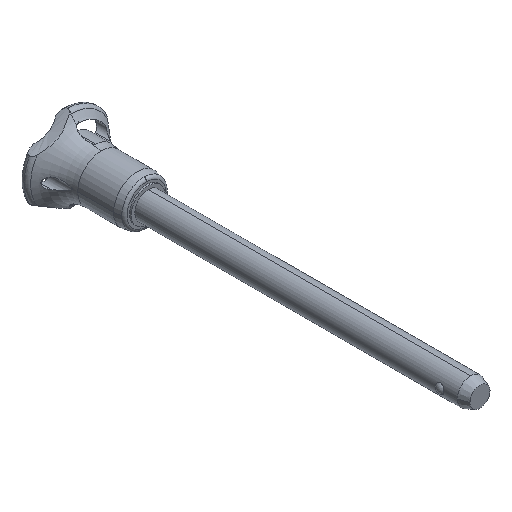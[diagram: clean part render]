
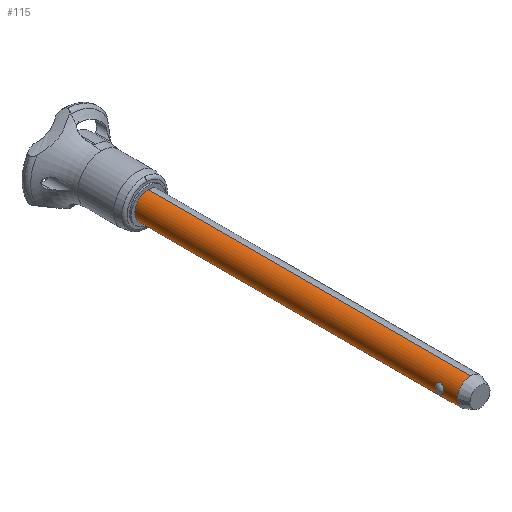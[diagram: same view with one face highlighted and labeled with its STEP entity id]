
A CAD part, isometric view. The second image highlights one B-rep face of the part: STEP entity #115.
In plain terms, the highlighted cylindrical face has radius 3.175 mm (diameter 6.35 mm), a partial arc.
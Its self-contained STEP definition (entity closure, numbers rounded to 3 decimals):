
#115=ADVANCED_FACE('',(#260,#261),#262,.T.);
#260=FACE_OUTER_BOUND('',#432,.T.);
#261=FACE_BOUND('',#433,.T.);
#262=CYLINDRICAL_SURFACE('',#434,3.175);
#432=EDGE_LOOP('',(#734,#735,#736,#737,#738));
#433=EDGE_LOOP('',(#739,#740));
#434=AXIS2_PLACEMENT_3D('',#741,#742,#743);
#734=ORIENTED_EDGE('',*,*,#1059,.F.);
#735=ORIENTED_EDGE('',*,*,#1174,.T.);
#736=ORIENTED_EDGE('',*,*,#1175,.T.);
#737=ORIENTED_EDGE('',*,*,#1061,.F.);
#738=ORIENTED_EDGE('',*,*,#1176,.F.);
#739=ORIENTED_EDGE('',*,*,#1177,.T.);
#740=ORIENTED_EDGE('',*,*,#1178,.T.);
#741=CARTESIAN_POINT('',(0.,-39.243,0.0));
#742=DIRECTION('',(0.,1.0,0.0));
#743=DIRECTION('',(0.0,0.0,-1.0));
#1059=EDGE_CURVE('',#1268,#1269,#1270,.T.);
#1061=EDGE_CURVE('',#1271,#1273,#1274,.T.);
#1174=EDGE_CURVE('',#1268,#1466,#1467,.T.);
#1175=EDGE_CURVE('',#1466,#1273,#1468,.T.);
#1176=EDGE_CURVE('',#1269,#1271,#1469,.T.);
#1177=EDGE_CURVE('',#1470,#1471,#1472,.T.);
#1178=EDGE_CURVE('',#1471,#1470,#1473,.T.);
#1268=VERTEX_POINT('',#1576);
#1269=VERTEX_POINT('',#1577);
#1270=LINE('',#1578,#1579);
#1271=VERTEX_POINT('',#1580);
#1273=VERTEX_POINT('',#1582);
#1274=LINE('',#1583,#1584);
#1466=VERTEX_POINT('',#3241);
#1467=CIRCLE('',#3242,3.175);
#1468=CIRCLE('',#3243,3.175);
#1469=CIRCLE('',#3244,3.175);
#1470=VERTEX_POINT('',#3245);
#1471=VERTEX_POINT('',#3246);
#1472=B_SPLINE_CURVE_WITH_KNOTS('',3,(#3247,#3248,#3249,#3250,#3251,#3252,#3253,#3254,#3255,#3256,#3257,#3258,#3259,#3260,#3261,#3262,#3263,#3264,#3265,#3266,#3267,#3268,#3269,#3270,#3271,#3272),.UNSPECIFIED.,.F.,.F.,(4,2,2,2,2,2,2,2,2,2,2,2,4),(0.0,0.342,0.684,0.852,1.02,1.311,1.601,1.892,2.183,2.351,2.519,2.861,3.203),.UNSPECIFIED.);
#1473=B_SPLINE_CURVE_WITH_KNOTS('',3,(#3273,#3274,#3275,#3276,#3277,#3278,#3279,#3280,#3281,#3282,#3283,#3284,#3285,#3286,#3287,#3288,#3289,#3290,#3291,#3292,#3293,#3294,#3295,#3296,#3297,#3298),.UNSPECIFIED.,.F.,.F.,(4,2,2,2,2,2,2,2,2,2,2,2,4),(3.203,3.545,3.887,4.055,4.223,4.514,4.804,5.095,5.386,5.554,5.722,6.064,6.406),.UNSPECIFIED.);
#1576=CARTESIAN_POINT('',(0.,-76.276,-3.175));
#1577=CARTESIAN_POINT('',(0.,0.0,-3.175));
#1578=CARTESIAN_POINT('',(0.,-39.243,-3.175));
#1579=VECTOR('',#3746,1.0);
#1580=CARTESIAN_POINT('',(0.,0.,3.175));
#1582=CARTESIAN_POINT('',(0.,-76.276,3.175));
#1583=CARTESIAN_POINT('',(0.,-39.243,3.175));
#1584=VECTOR('',#3750,1.0);
#3241=CARTESIAN_POINT('',(-3.175,-76.276,0.));
#3242=AXIS2_PLACEMENT_3D('',#3861,#3862,#3863);
#3243=AXIS2_PLACEMENT_3D('',#3864,#3865,#3866);
#3244=AXIS2_PLACEMENT_3D('',#3867,#3868,#3869);
#3245=CARTESIAN_POINT('',(-2.97,-72.116,1.123));
#3246=CARTESIAN_POINT('',(-2.97,-72.116,-1.123));
#3247=CARTESIAN_POINT('',(-2.97,-72.116,1.123));
#3248=CARTESIAN_POINT('',(-2.97,-72.23,1.123));
#3249=CARTESIAN_POINT('',(-2.979,-72.351,1.1));
#3250=CARTESIAN_POINT('',(-3.011,-72.574,1.01));
#3251=CARTESIAN_POINT('',(-3.033,-72.676,0.942));
#3252=CARTESIAN_POINT('',(-3.065,-72.798,0.828));
#3253=CARTESIAN_POINT('',(-3.077,-72.838,0.783));
#3254=CARTESIAN_POINT('',(-3.1,-72.911,0.687));
#3255=CARTESIAN_POINT('',(-3.111,-72.943,0.636));
#3256=CARTESIAN_POINT('',(-3.136,-73.015,0.503));
#3257=CARTESIAN_POINT('',(-3.151,-73.052,0.405));
#3258=CARTESIAN_POINT('',(-3.17,-73.102,0.202));
#3259=CARTESIAN_POINT('',(-3.175,-73.113,0.097));
#3260=CARTESIAN_POINT('',(-3.175,-73.113,-0.097));
#3261=CARTESIAN_POINT('',(-3.17,-73.102,-0.202));
#3262=CARTESIAN_POINT('',(-3.151,-73.052,-0.405));
#3263=CARTESIAN_POINT('',(-3.136,-73.015,-0.503));
#3264=CARTESIAN_POINT('',(-3.111,-72.943,-0.636));
#3265=CARTESIAN_POINT('',(-3.1,-72.911,-0.687));
#3266=CARTESIAN_POINT('',(-3.077,-72.838,-0.783));
#3267=CARTESIAN_POINT('',(-3.065,-72.798,-0.828));
#3268=CARTESIAN_POINT('',(-3.033,-72.676,-0.942));
#3269=CARTESIAN_POINT('',(-3.011,-72.574,-1.01));
#3270=CARTESIAN_POINT('',(-2.979,-72.351,-1.1));
#3271=CARTESIAN_POINT('',(-2.97,-72.23,-1.123));
#3272=CARTESIAN_POINT('',(-2.97,-72.116,-1.123));
#3273=CARTESIAN_POINT('',(-2.97,-72.116,-1.123));
#3274=CARTESIAN_POINT('',(-2.97,-72.002,-1.123));
#3275=CARTESIAN_POINT('',(-2.979,-71.881,-1.1));
#3276=CARTESIAN_POINT('',(-3.011,-71.659,-1.01));
#3277=CARTESIAN_POINT('',(-3.033,-71.557,-0.942));
#3278=CARTESIAN_POINT('',(-3.065,-71.435,-0.828));
#3279=CARTESIAN_POINT('',(-3.077,-71.395,-0.783));
#3280=CARTESIAN_POINT('',(-3.1,-71.322,-0.687));
#3281=CARTESIAN_POINT('',(-3.111,-71.289,-0.636));
#3282=CARTESIAN_POINT('',(-3.136,-71.218,-0.503));
#3283=CARTESIAN_POINT('',(-3.151,-71.181,-0.405));
#3284=CARTESIAN_POINT('',(-3.17,-71.131,-0.202));
#3285=CARTESIAN_POINT('',(-3.175,-71.12,-0.097));
#3286=CARTESIAN_POINT('',(-3.175,-71.12,0.097));
#3287=CARTESIAN_POINT('',(-3.17,-71.131,0.202));
#3288=CARTESIAN_POINT('',(-3.151,-71.181,0.405));
#3289=CARTESIAN_POINT('',(-3.136,-71.218,0.503));
#3290=CARTESIAN_POINT('',(-3.111,-71.289,0.636));
#3291=CARTESIAN_POINT('',(-3.1,-71.322,0.687));
#3292=CARTESIAN_POINT('',(-3.077,-71.395,0.783));
#3293=CARTESIAN_POINT('',(-3.065,-71.435,0.828));
#3294=CARTESIAN_POINT('',(-3.033,-71.557,0.942));
#3295=CARTESIAN_POINT('',(-3.011,-71.659,1.01));
#3296=CARTESIAN_POINT('',(-2.979,-71.881,1.1));
#3297=CARTESIAN_POINT('',(-2.97,-72.002,1.123));
#3298=CARTESIAN_POINT('',(-2.97,-72.116,1.123));
#3746=DIRECTION('',(0.,1.0,0.0));
#3750=DIRECTION('',(0.,-1.0,-0.0));
#3861=CARTESIAN_POINT('',(0.,-76.276,0.0));
#3862=DIRECTION('',(0.,1.0,0.));
#3863=DIRECTION('',(0.,0.,-1.0));
#3864=CARTESIAN_POINT('',(0.,-76.276,0.0));
#3865=DIRECTION('',(0.,1.0,0.));
#3866=DIRECTION('',(0.,0.,-1.0));
#3867=CARTESIAN_POINT('',(0.,0.0,0.0));
#3868=DIRECTION('',(0.,1.0,0.0));
#3869=DIRECTION('',(0.0,0.0,-1.0));
